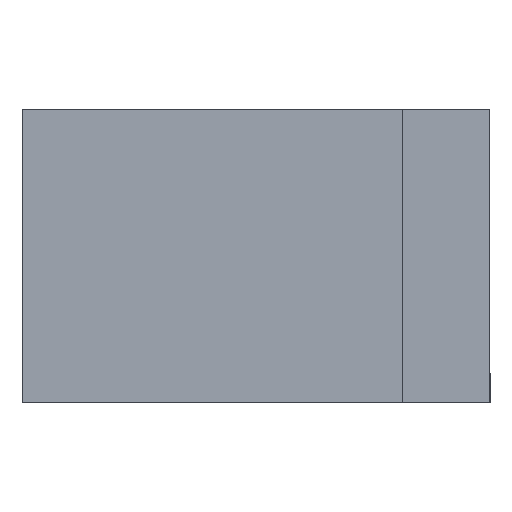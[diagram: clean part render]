
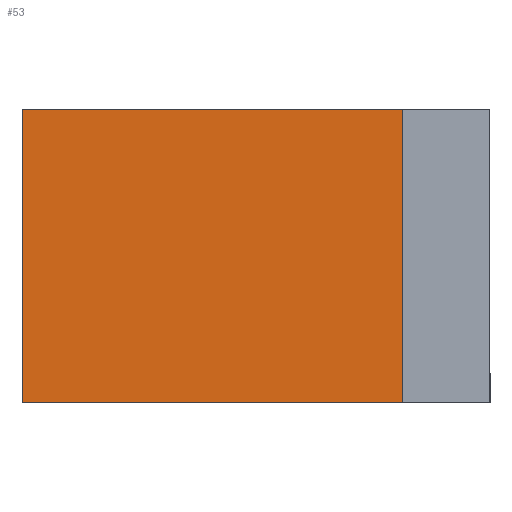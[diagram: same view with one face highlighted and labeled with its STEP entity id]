
A CAD part, left-side view. The second image highlights one B-rep face of the part: STEP entity #53.
In plain terms, the highlighted planar face has unit normal (-1, 0, 0).
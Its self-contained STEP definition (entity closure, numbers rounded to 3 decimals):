
#53=ADVANCED_FACE('',(#111),#113,.T.);
#111=FACE_BOUND('',#112,.T.);
#112=EDGE_LOOP('',(#212,#213,#214,#215));
#113=PLANE('',#114);
#114=AXIS2_PLACEMENT_3D('',#115,#116,#117);
#115=CARTESIAN_POINT('',(-8.,8.,0.));
#116=DIRECTION('',(-1.,0.,0.));
#117=DIRECTION('',(0.,-1.,0.));
#212=ORIENTED_EDGE('',*,*,#272,.F.);
#213=ORIENTED_EDGE('',*,*,#288,.F.);
#214=ORIENTED_EDGE('',*,*,#289,.F.);
#215=ORIENTED_EDGE('',*,*,#290,.T.);
#272=EDGE_CURVE('',#312,#313,#314,.T.);
#288=EDGE_CURVE('',#344,#312,#345,.T.);
#289=EDGE_CURVE('',#346,#344,#347,.T.);
#290=EDGE_CURVE('',#346,#313,#348,.T.);
#312=VERTEX_POINT('',#380);
#313=VERTEX_POINT('',#381);
#314=LINE('',#382,#383);
#344=VERTEX_POINT('',#448);
#345=LINE('',#449,#450);
#346=VERTEX_POINT('',#452);
#347=LINE('',#453,#454);
#348=LINE('',#456,#457);
#380=CARTESIAN_POINT('',(-8.,-5.,10.));
#381=CARTESIAN_POINT('',(-8.,-5.,0.));
#382=CARTESIAN_POINT('',(-8.,-5.,10.));
#383=VECTOR('',#384,1.);
#384=DIRECTION('',(0.,0.,-1.));
#448=CARTESIAN_POINT('',(-8.,8.,10.));
#449=CARTESIAN_POINT('',(-8.,8.,10.));
#450=VECTOR('',#451,1.);
#451=DIRECTION('',(0.,-1.,0.));
#452=CARTESIAN_POINT('',(-8.,8.,0.));
#453=CARTESIAN_POINT('',(-8.,8.,0.));
#454=VECTOR('',#455,1.);
#455=DIRECTION('',(0.,0.,1.));
#456=CARTESIAN_POINT('',(-8.,8.,0.));
#457=VECTOR('',#458,1.);
#458=DIRECTION('',(0.,-1.,0.));
